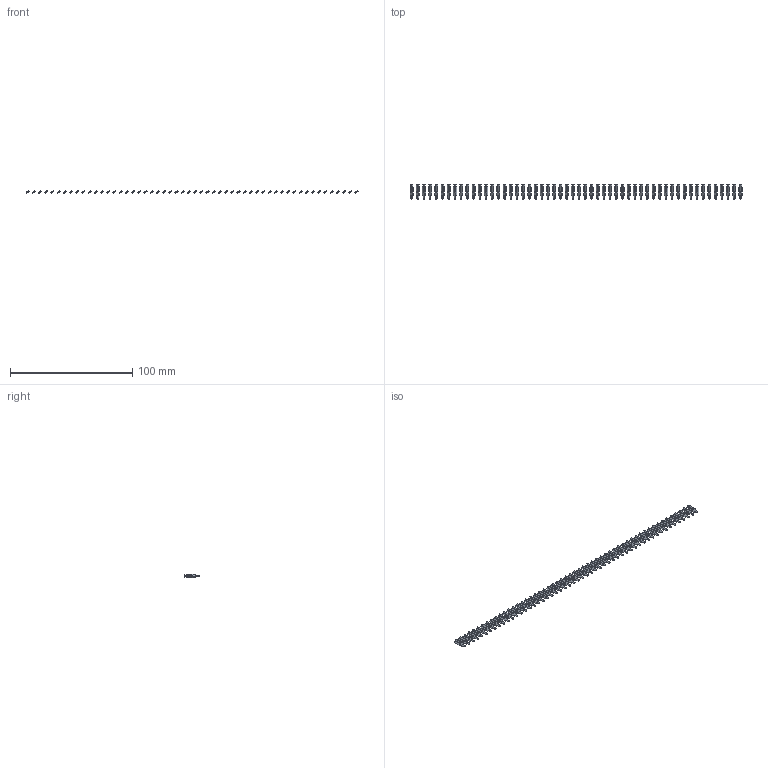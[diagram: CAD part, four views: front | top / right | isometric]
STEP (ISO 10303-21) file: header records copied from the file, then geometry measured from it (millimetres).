
FILE_DESCRIPTION (( 'STEP AP203' ), '1' );
FILE_NAME ('106-054-250-200.STEP', '2020-04-16T20:38:13', ( '' ), ( '' ), 'SwSTEP 2.0', 'SolidWorks 2016', '' );
FILE_SCHEMA (( 'CONFIG_CONTROL_DESIGN' ));
Length unit declared in the file: inch
Products named in the file (2): 100-290-001_100-290-250; 106-054-250-200
Assembly tree (54 placements, depth 2):
  106-054-250-200
    100-290-001_100-290-250  x54
Bounding box: 271.77 x 11.48 x 2.53 mm (x, y, z)
Volume: 842.7 mm3; surface area: 3960.9 mm2
Topology: 54 solids, 54 shells, 1296 faces, 3564 edges, 2376 vertices
Faces by surface type: plane 1080, cylinder 216
Entity records: 2654 total; most frequent: DIRECTION 232, CARTESIAN_POINT 203, ORIENTED_EDGE 132, COORDINATED_UNIVERSAL_TIME_OFFSET 118, DATE_AND_TIME 118, CALENDAR_DATE 118, LOCAL_TIME 118, AXIS2_PLACEMENT_3D 89
